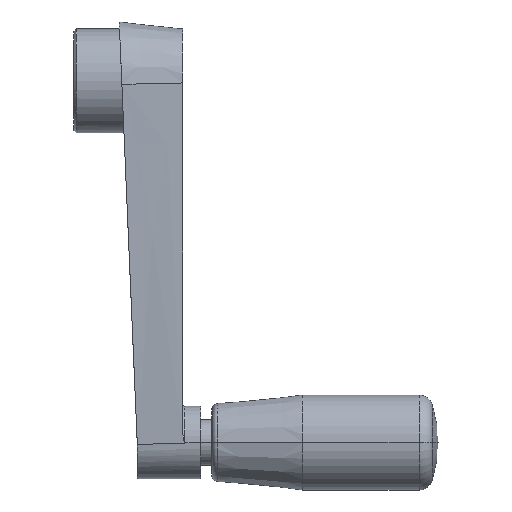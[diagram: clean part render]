
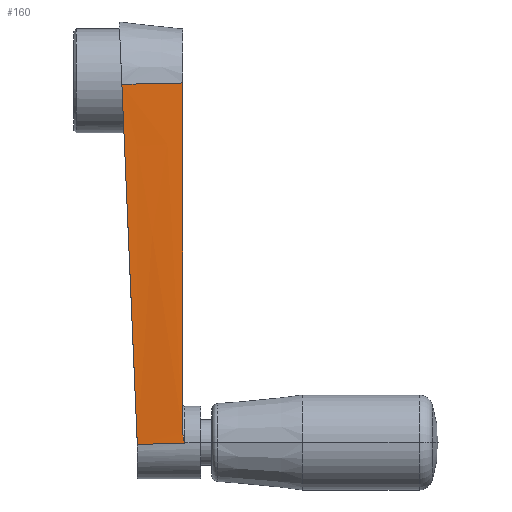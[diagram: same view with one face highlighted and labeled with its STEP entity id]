
A CAD part, top view. The second image highlights one B-rep face of the part: STEP entity #160.
In plain terms, the highlighted free-form (B-spline) face has degree [3, 3] with [4, 6] control points.
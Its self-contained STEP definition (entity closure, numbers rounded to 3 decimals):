
#160=ADVANCED_FACE('',(#344),#345,.F.);
#344=FACE_OUTER_BOUND('',#652,.T.);
#345=B_SPLINE_SURFACE_WITH_KNOTS('',3,3,((#653,#654,#655,#656,#657,#658),(#659,#660,#661,#662,#663,#664),(#665,#666,#667,#668,#669,#670),(#671,#672,#673,#674,#675,#676)),.UNSPECIFIED.,.F.,.F.,.F.,(4,4),(4,2,4),(0.,1.0),(0.042,1.0,1.036),.UNSPECIFIED.);
#652=EDGE_LOOP('',(#1096,#1097,#1098,#1099,#1100,#1101,#1102,#1103));
#653=CARTESIAN_POINT('',(10.59,-80.502,7.992));
#654=CARTESIAN_POINT('',(15.06,-80.502,7.992));
#655=CARTESIAN_POINT('',(19.53,-80.502,7.992));
#656=CARTESIAN_POINT('',(24.167,-80.502,7.992));
#657=CARTESIAN_POINT('',(24.334,-80.502,7.992));
#658=CARTESIAN_POINT('',(24.5,-80.502,7.992));
#659=CARTESIAN_POINT('',(10.59,-53.934,9.632));
#660=CARTESIAN_POINT('',(15.06,-53.901,9.474));
#661=CARTESIAN_POINT('',(19.53,-53.868,9.316));
#662=CARTESIAN_POINT('',(24.167,-53.834,9.152));
#663=CARTESIAN_POINT('',(24.334,-53.833,9.146));
#664=CARTESIAN_POINT('',(24.5,-53.832,9.14));
#665=CARTESIAN_POINT('',(10.59,-14.852,12.043));
#666=CARTESIAN_POINT('',(15.06,-14.191,11.678));
#667=CARTESIAN_POINT('',(19.53,-13.53,11.313));
#668=CARTESIAN_POINT('',(24.167,-12.844,10.935));
#669=CARTESIAN_POINT('',(24.334,-12.819,10.921));
#670=CARTESIAN_POINT('',(24.5,-12.795,10.908));
#671=CARTESIAN_POINT('',(10.59,-0.798,12.912));
#672=CARTESIAN_POINT('',(15.06,-0.7,12.438));
#673=CARTESIAN_POINT('',(19.53,-0.601,11.963));
#674=CARTESIAN_POINT('',(24.167,-0.499,11.471));
#675=CARTESIAN_POINT('',(24.334,-0.495,11.454));
#676=CARTESIAN_POINT('',(24.5,-0.491,11.436));
#1096=ORIENTED_EDGE('',*,*,#1471,.T.);
#1097=ORIENTED_EDGE('',*,*,#1373,.F.);
#1098=ORIENTED_EDGE('',*,*,#1372,.F.);
#1099=ORIENTED_EDGE('',*,*,#1371,.F.);
#1100=ORIENTED_EDGE('',*,*,#1395,.F.);
#1101=ORIENTED_EDGE('',*,*,#1413,.F.);
#1102=ORIENTED_EDGE('',*,*,#1417,.T.);
#1103=ORIENTED_EDGE('',*,*,#1492,.F.);
#1371=EDGE_CURVE('',#1597,#1599,#1600,.T.);
#1372=EDGE_CURVE('',#1599,#1601,#1602,.T.);
#1373=EDGE_CURVE('',#1601,#1603,#1604,.T.);
#1395=EDGE_CURVE('',#1638,#1597,#1640,.T.);
#1413=EDGE_CURVE('',#1664,#1638,#1666,.T.);
#1417=EDGE_CURVE('',#1664,#1670,#1672,.T.);
#1471=EDGE_CURVE('',#1756,#1603,#1757,.T.);
#1492=EDGE_CURVE('',#1756,#1670,#1780,.T.);
#1597=VERTEX_POINT('',#1923);
#1599=VERTEX_POINT('',#1925);
#1600=B_SPLINE_CURVE_WITH_KNOTS('',3,(#1926,#1927,#1928,#1929),.UNSPECIFIED.,.F.,.F.,(4,4),(0.07,0.12),.UNSPECIFIED.);
#1601=VERTEX_POINT('',#1930);
#1602=B_SPLINE_CURVE_WITH_KNOTS('',3,(#1931,#1932,#1933,#1934),.UNSPECIFIED.,.F.,.F.,(4,4),(0.0,1.),.UNSPECIFIED.);
#1603=VERTEX_POINT('',#1935);
#1604=B_SPLINE_CURVE_WITH_KNOTS('',3,(#1936,#1937,#1938,#1939),.UNSPECIFIED.,.F.,.F.,(4,4),(0.884,0.892),.UNSPECIFIED.);
#1638=VERTEX_POINT('',#2009);
#1640=B_SPLINE_CURVE_WITH_KNOTS('',3,(#2011,#2012,#2013,#2014,#2015,#2016,#2017,#2018,#2019,#2020,#2021,#2022,#2023,#2024,#2025,#2026,#2027,#2028,#2029,#2030,#2031,#2032,#2033,#2034,#2035,#2036,#2037,#2038),.UNSPECIFIED.,.F.,.F.,(4,3,3,3,3,3,3,3,3,4),(-0.078,-0.071,-0.055,-0.04,-0.024,-0.014,-0.009,-0.004,-0.0,0.),.UNSPECIFIED.);
#1664=VERTEX_POINT('',#2088);
#1666=B_SPLINE_CURVE_WITH_KNOTS('',3,(#2090,#2091,#2092,#2093,#2094,#2095,#2096,#2097,#2098,#2099,#2100,#2101,#2102,#2103,#2104,#2105,#2106,#2107,#2108,#2109,#2110,#2111,#2112,#2113,#2114,#2115,#2116,#2117),.UNSPECIFIED.,.F.,.F.,(4,3,3,3,3,3,3,3,3,4),(-0.078,-0.071,-0.055,-0.04,-0.024,-0.014,-0.009,-0.004,-0.0,0.),.UNSPECIFIED.);
#1670=VERTEX_POINT('',#2122);
#1672=LINE('',#2124,#2125);
#1756=VERTEX_POINT('',#2236);
#1757=B_SPLINE_CURVE_WITH_KNOTS('',3,(#2237,#2238,#2239,#2240,#2241,#2242),.UNSPECIFIED.,.F.,.F.,(4,2,4),(-8.07,-4.224,-0.0),.UNSPECIFIED.);
#1780=B_SPLINE_CURVE_WITH_KNOTS('',3,(#2300,#2301,#2302,#2303),.UNSPECIFIED.,.F.,.F.,(4,4),(0.042,1.0),.UNSPECIFIED.);
#1923=CARTESIAN_POINT('',(24.5,-80.189,8.005));
#1925=CARTESIAN_POINT('',(24.0,-80.2,8.005));
#1926=CARTESIAN_POINT('',(24.5,-80.189,8.005));
#1927=CARTESIAN_POINT('',(24.333,-80.192,8.005));
#1928=CARTESIAN_POINT('',(24.167,-80.196,8.005));
#1929=CARTESIAN_POINT('',(24.0,-80.2,8.005));
#1930=CARTESIAN_POINT('',(14.0,-80.414,7.997));
#1931=CARTESIAN_POINT('',(24.0,-80.2,8.005));
#1932=CARTESIAN_POINT('',(20.666,-80.271,8.003));
#1933=CARTESIAN_POINT('',(17.334,-80.342,8.001));
#1934=CARTESIAN_POINT('',(14.0,-80.414,7.997));
#1935=CARTESIAN_POINT('',(14.0,-80.5,7.992));
#1936=CARTESIAN_POINT('',(14.0,-80.414,7.997));
#1937=CARTESIAN_POINT('',(14.0,-80.442,7.995));
#1938=CARTESIAN_POINT('',(14.0,-80.471,7.994));
#1939=CARTESIAN_POINT('',(14.0,-80.5,7.992));
#2009=CARTESIAN_POINT('',(24.423,-80.0,8.014));
#2011=CARTESIAN_POINT('',(24.0,-77.475,8.124));
#2012=CARTESIAN_POINT('',(24.,-77.582,8.12));
#2013=CARTESIAN_POINT('',(24.004,-77.686,8.115));
#2014=CARTESIAN_POINT('',(24.01,-77.787,8.111));
#2015=CARTESIAN_POINT('',(24.023,-77.987,8.102));
#2016=CARTESIAN_POINT('',(24.046,-78.184,8.093));
#2017=CARTESIAN_POINT('',(24.073,-78.373,8.085));
#2018=CARTESIAN_POINT('',(24.1,-78.554,8.077));
#2019=CARTESIAN_POINT('',(24.133,-78.738,8.069));
#2020=CARTESIAN_POINT('',(24.169,-78.918,8.061));
#2021=CARTESIAN_POINT('',(24.209,-79.118,8.052));
#2022=CARTESIAN_POINT('',(24.252,-79.313,8.043));
#2023=CARTESIAN_POINT('',(24.296,-79.496,8.035));
#2024=CARTESIAN_POINT('',(24.32,-79.599,8.031));
#2025=CARTESIAN_POINT('',(24.346,-79.706,8.026));
#2026=CARTESIAN_POINT('',(24.372,-79.806,8.022));
#2027=CARTESIAN_POINT('',(24.386,-79.863,8.019));
#2028=CARTESIAN_POINT('',(24.4,-79.914,8.017));
#2029=CARTESIAN_POINT('',(24.416,-79.976,8.015));
#2030=CARTESIAN_POINT('',(24.433,-80.036,8.012));
#2031=CARTESIAN_POINT('',(24.449,-80.093,8.01));
#2032=CARTESIAN_POINT('',(24.465,-80.137,8.008));
#2033=CARTESIAN_POINT('',(24.478,-80.17,8.006));
#2034=CARTESIAN_POINT('',(24.487,-80.189,8.005));
#2035=CARTESIAN_POINT('',(24.5,-80.189,8.005));
#2036=CARTESIAN_POINT('',(24.5,-80.189,8.005));
#2037=CARTESIAN_POINT('',(24.5,-80.189,8.005));
#2038=CARTESIAN_POINT('',(24.5,-80.189,8.005));
#2088=CARTESIAN_POINT('',(24.0,-77.475,8.124));
#2090=CARTESIAN_POINT('',(24.0,-77.475,8.124));
#2091=CARTESIAN_POINT('',(24.,-77.582,8.12));
#2092=CARTESIAN_POINT('',(24.004,-77.686,8.115));
#2093=CARTESIAN_POINT('',(24.01,-77.787,8.111));
#2094=CARTESIAN_POINT('',(24.023,-77.987,8.102));
#2095=CARTESIAN_POINT('',(24.046,-78.184,8.093));
#2096=CARTESIAN_POINT('',(24.073,-78.373,8.085));
#2097=CARTESIAN_POINT('',(24.1,-78.554,8.077));
#2098=CARTESIAN_POINT('',(24.133,-78.738,8.069));
#2099=CARTESIAN_POINT('',(24.169,-78.918,8.061));
#2100=CARTESIAN_POINT('',(24.209,-79.118,8.052));
#2101=CARTESIAN_POINT('',(24.252,-79.313,8.043));
#2102=CARTESIAN_POINT('',(24.296,-79.496,8.035));
#2103=CARTESIAN_POINT('',(24.32,-79.599,8.031));
#2104=CARTESIAN_POINT('',(24.346,-79.706,8.026));
#2105=CARTESIAN_POINT('',(24.372,-79.806,8.022));
#2106=CARTESIAN_POINT('',(24.386,-79.863,8.019));
#2107=CARTESIAN_POINT('',(24.4,-79.914,8.017));
#2108=CARTESIAN_POINT('',(24.416,-79.976,8.015));
#2109=CARTESIAN_POINT('',(24.433,-80.036,8.012));
#2110=CARTESIAN_POINT('',(24.449,-80.093,8.01));
#2111=CARTESIAN_POINT('',(24.465,-80.137,8.008));
#2112=CARTESIAN_POINT('',(24.478,-80.17,8.006));
#2113=CARTESIAN_POINT('',(24.487,-80.189,8.005));
#2114=CARTESIAN_POINT('',(24.5,-80.189,8.005));
#2115=CARTESIAN_POINT('',(24.5,-80.189,8.005));
#2116=CARTESIAN_POINT('',(24.5,-80.189,8.005));
#2117=CARTESIAN_POINT('',(24.5,-80.189,8.005));
#2122=CARTESIAN_POINT('',(24.0,-0.502,11.489));
#2124=CARTESIAN_POINT('',(24.0,-80.5,7.992));
#2125=VECTOR('',#2588,10.0);
#2236=CARTESIAN_POINT('',(10.59,-0.798,12.912));
#2237=CARTESIAN_POINT('',(10.59,-0.798,12.912));
#2238=CARTESIAN_POINT('',(11.128,-13.374,12.077));
#2239=CARTESIAN_POINT('',(11.667,-25.974,11.268));
#2240=CARTESIAN_POINT('',(12.808,-52.64,9.616));
#2241=CARTESIAN_POINT('',(13.399,-66.456,8.794));
#2242=CARTESIAN_POINT('',(14.0,-80.5,7.992));
#2300=CARTESIAN_POINT('',(10.59,-0.798,12.912));
#2301=CARTESIAN_POINT('',(15.06,-0.7,12.438));
#2302=CARTESIAN_POINT('',(19.53,-0.601,11.963));
#2303=CARTESIAN_POINT('',(24.0,-0.502,11.489));
#2588=DIRECTION('',(0.,0.999,0.044));
